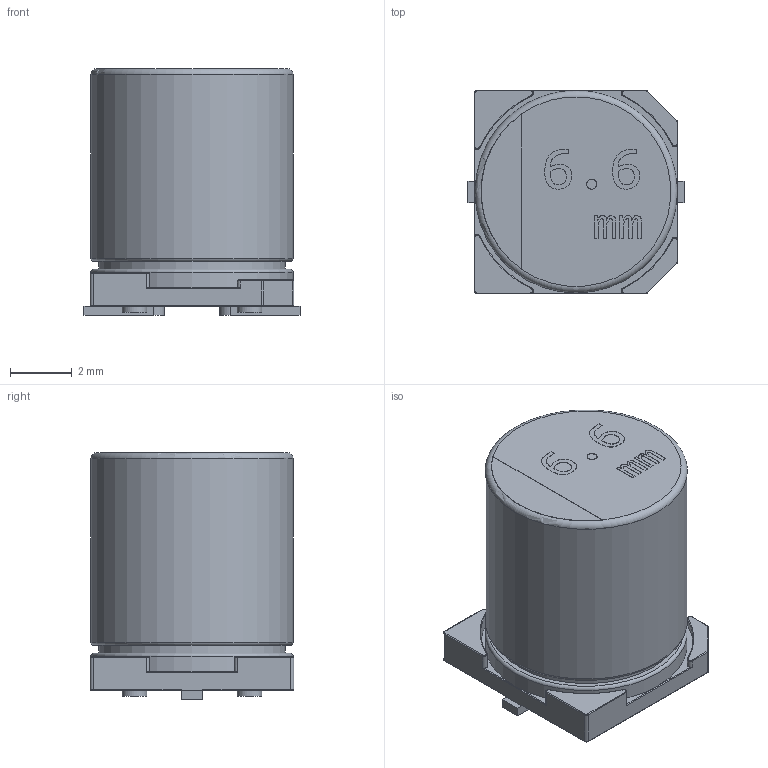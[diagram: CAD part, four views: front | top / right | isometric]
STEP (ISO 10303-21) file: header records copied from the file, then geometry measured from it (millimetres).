
FILE_DESCRIPTION(/* description */ (''),/* implementation_level */ '2;1');
FILE_NAME(/* name */ 'CAP ALSMD - 6.6 x 6.6 x 8.step',/* time_stamp */ '2019-11-27T12:46:24+00:00',/* author */ (''),/* organization */ (''),/* preprocessor_version */ 'ST-DEVELOPER v18',/* originating_system */ 'Autodesk Translation Framework v8.12.0.6',/* authorisation */ '');
FILE_SCHEMA (('AUTOMOTIVE_DESIGN { 1 0 10303 214 3 1 1 }'));
Length unit declared in the file: millimetre
Products named in the file (1): CAP ALSMD - 6.6 x 6.6 x 8
Bounding box: 7 x 6.6 x 8 mm (x, y, z)
Volume: 267 mm3; surface area: 267.7 mm2
Topology: 1 solids, 1 shells, 298 faces, 806 edges, 523 vertices
Faces by surface type: bspline 150, plane 71, cylinder 50, torus 27
Full cylindrical faces by diameter (mm): 0.8 x4, 6.05 x1, 6.55 x2
Entity records: 10841 total; most frequent: CARTESIAN_POINT 4218, ORIENTED_EDGE 1612, DIRECTION 937, EDGE_CURVE 806, VERTEX_POINT 523, LINE 357, VECTOR 357, EDGE_LOOP 311
